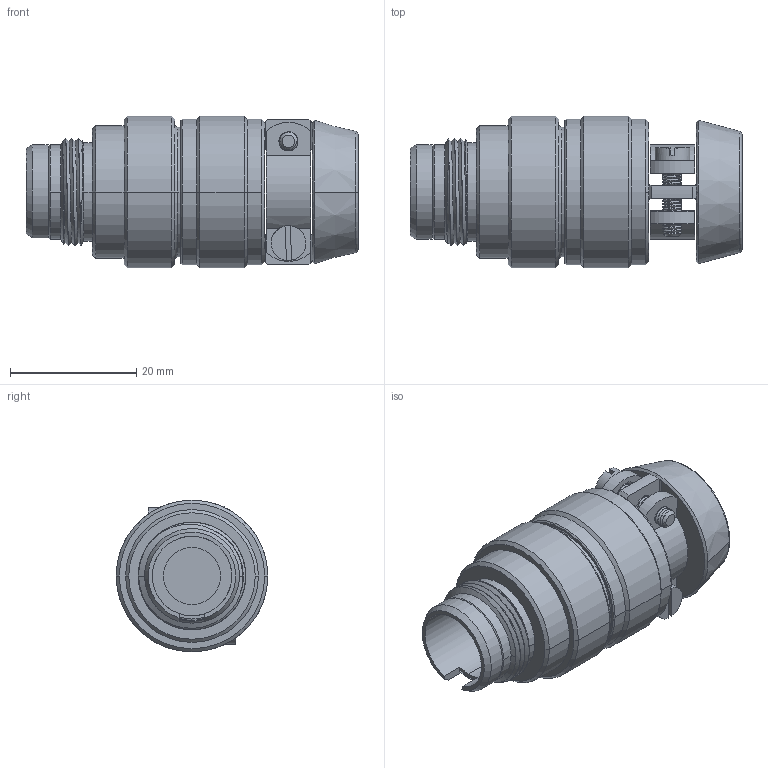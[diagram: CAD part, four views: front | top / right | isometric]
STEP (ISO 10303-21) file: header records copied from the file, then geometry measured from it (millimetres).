
FILE_DESCRIPTION((''),'2;1');
FILE_NAME('13301PES2_SW0001','2018-02-07T13:13:34',('laurentbigonski'),('NET AG system integration'),'CREO PARAMETRIC BY PTC INC, 2017260','CREO PARAMETRIC BY PTC INC, 2017260','');
FILE_SCHEMA(('AUTOMOTIVE_DESIGN { 1 0 10303 214 1 1 1 1 }'));
Length unit declared in the file: millimetre
Products named in the file (1): 13301PES2_SW0001
Bounding box: 52.5 x 24 x 24 mm (x, y, z)
Volume: 10860.7 mm3; surface area: 10829.9 mm2
Topology: 2 solids, 2 shells, 331 faces, 887 edges, 564 vertices
Faces by surface type: cylinder 154, plane 61, bspline 54, cone 51, torus 11
Entity records: 33172 total; most frequent: CARTESIAN_POINT 23455, ORIENTED_EDGE 1774, DIRECTION 1337, EDGE_CURVE 887, VERTEX_POINT 564, AXIS2_PLACEMENT_3D 507, EDGE_LOOP 349, B_SPLINE_CURVE_WITH_KNOTS 342
